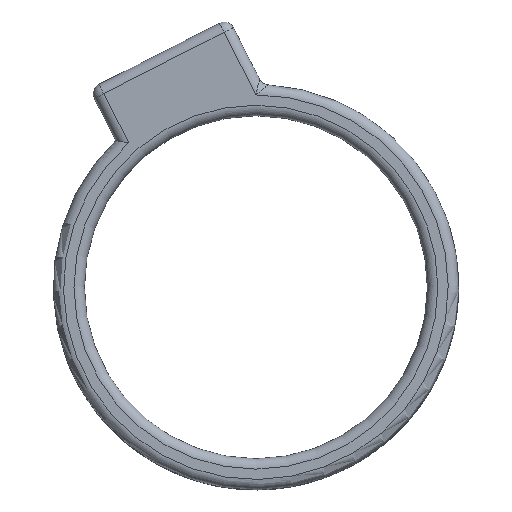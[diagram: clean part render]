
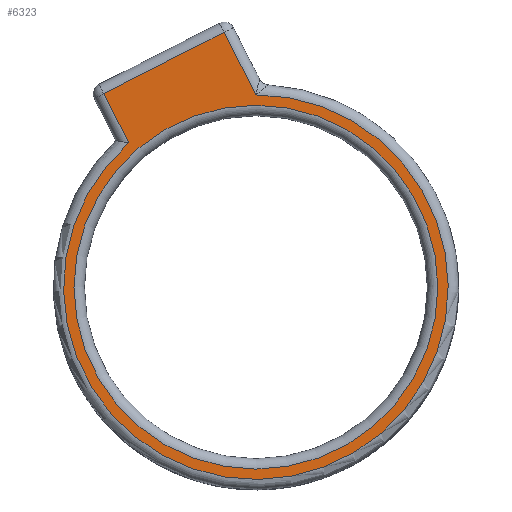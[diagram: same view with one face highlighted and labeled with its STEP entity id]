
A CAD part, top view. The second image highlights one B-rep face of the part: STEP entity #6323.
In plain terms, the highlighted planar face has unit normal (0, 0, 1).
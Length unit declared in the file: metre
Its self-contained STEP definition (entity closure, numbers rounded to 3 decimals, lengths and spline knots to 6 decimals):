
#179=PLANE('',#6814);
#453=LINE('',#9564,#885);
#454=LINE('',#9567,#886);
#455=LINE('',#9569,#887);
#885=VECTOR('',#7419,1.);
#886=VECTOR('',#7420,1.);
#887=VECTOR('',#7421,1.);
#1313=CIRCLE('',#6815,0.0175);
#1314=CIRCLE('',#6816,0.0185);
#1709=ORIENTED_EDGE('',*,*,#3707,.T.);
#1710=ORIENTED_EDGE('',*,*,#3708,.T.);
#1711=ORIENTED_EDGE('',*,*,#3709,.T.);
#1712=ORIENTED_EDGE('',*,*,#3710,.T.);
#1713=ORIENTED_EDGE('',*,*,#3711,.T.);
#3707=EDGE_CURVE('',#4706,#4706,#1313,.F.);
#3708=EDGE_CURVE('',#4707,#4708,#453,.T.);
#3709=EDGE_CURVE('',#4708,#4709,#454,.T.);
#3710=EDGE_CURVE('',#4709,#4710,#455,.F.);
#3711=EDGE_CURVE('',#4710,#4707,#1314,.T.);
#4706=VERTEX_POINT('',#9563);
#4707=VERTEX_POINT('',#9565);
#4708=VERTEX_POINT('',#9566);
#4709=VERTEX_POINT('',#9568);
#4710=VERTEX_POINT('',#9570);
#5459=EDGE_LOOP('',(#1709));
#5460=EDGE_LOOP('',(#1710,#1711,#1712,#1713));
#5868=FACE_BOUND('',#5459,.T.);
#5869=FACE_BOUND('',#5460,.T.);
#6323=ADVANCED_FACE('',(#5868,#5869),#179,.T.);
#6814=AXIS2_PLACEMENT_3D('',#9561,#7415,#7416);
#6815=AXIS2_PLACEMENT_3D('',#9562,#7417,#7418);
#6816=AXIS2_PLACEMENT_3D('',#9571,#7422,#7423);
#7415=DIRECTION('',(0.,0.,1.));
#7416=DIRECTION('',(1.,0.,0.));
#7417=DIRECTION('',(0.,0.,1.));
#7418=DIRECTION('',(1.,0.,0.));
#7419=DIRECTION('',(-0.454,0.891,0.));
#7420=DIRECTION('',(-0.891,-0.454,0.));
#7421=DIRECTION('',(-0.454,0.891,0.));
#7422=DIRECTION('',(0.,0.,1.));
#7423=DIRECTION('',(1.,0.,0.));
#9561=CARTESIAN_POINT('',(0.,0.,0.0035));
#9562=CARTESIAN_POINT('',(0.,0.,0.0035));
#9563=CARTESIAN_POINT('',(0.0175,0.,0.0035));
#9564=CARTESIAN_POINT('',(-0.003518,0.025405,0.0035));
#9565=CARTESIAN_POINT('',(0.,0.0185,0.0035));
#9566=CARTESIAN_POINT('',(-0.003064,0.024514,0.0035));
#9567=CARTESIAN_POINT('',(-0.015539,0.018158,0.0035));
#9568=CARTESIAN_POINT('',(-0.014648,0.018612,0.0035));
#9569=CARTESIAN_POINT('',(-0.012579,0.014554,0.0035));
#9570=CARTESIAN_POINT('',(-0.012235,0.013877,0.0035));
#9571=CARTESIAN_POINT('',(0.,0.,0.0035));
